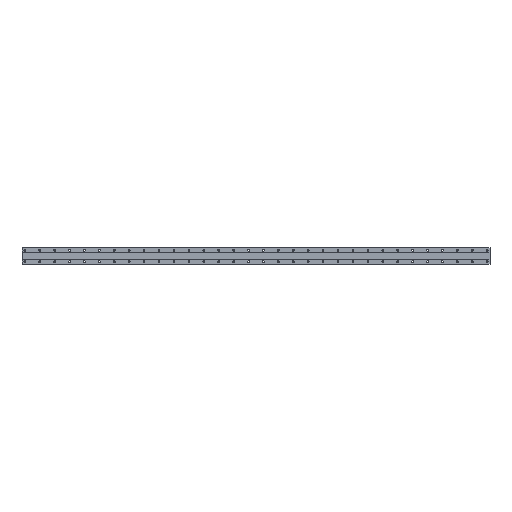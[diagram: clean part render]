
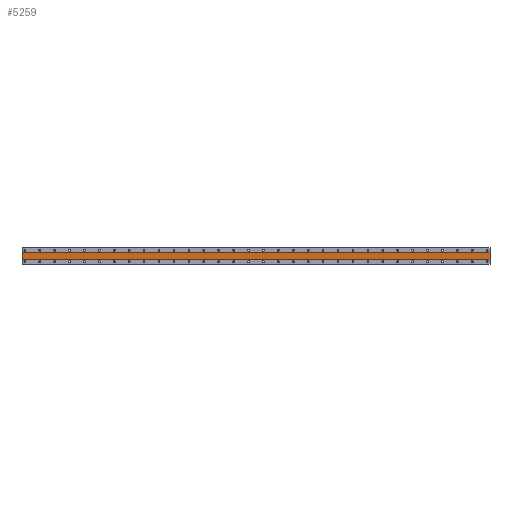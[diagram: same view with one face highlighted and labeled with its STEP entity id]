
A CAD part, front view. The second image highlights one B-rep face of the part: STEP entity #5259.
In plain terms, the highlighted planar face has unit normal (0, -1, 0).
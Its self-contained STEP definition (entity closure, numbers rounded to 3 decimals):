
#505 = DIRECTION ( 'NONE',  ( 1., 0., 0. ) ) ;
#591 = VECTOR ( 'NONE', #505, 1000. ) ;
#733 = VECTOR ( 'NONE', #6594, 1000. ) ;
#834 = LINE ( 'NONE', #9304, #1886 ) ;
#1293 = DIRECTION ( 'NONE',  ( 0., 1., 0. ) ) ;
#1340 = LINE ( 'NONE', #10650, #591 ) ;
#1356 = DIRECTION ( 'NONE',  ( -1., 0., 0. ) ) ;
#1541 = CARTESIAN_POINT ( 'NONE',  ( 2495., 1., -20. ) ) ;
#1772 = VERTEX_POINT ( 'NONE', #5600 ) ;
#1886 = VECTOR ( 'NONE', #7458, 1000. ) ;
#2187 = CARTESIAN_POINT ( 'NONE',  ( -15., 1., -20. ) ) ;
#2423 = CARTESIAN_POINT ( 'NONE',  ( -15., 1., 20. ) ) ;
#2528 = VERTEX_POINT ( 'NONE', #3194 ) ;
#2592 = ORIENTED_EDGE ( 'NONE', *, *, #4623, .F. ) ;
#2847 = CARTESIAN_POINT ( 'NONE',  ( 2495., 1., -20. ) ) ;
#2872 = ORIENTED_EDGE ( 'NONE', *, *, #9555, .F. ) ;
#3194 = CARTESIAN_POINT ( 'NONE',  ( 2495., 1., 20. ) ) ;
#3362 = LINE ( 'NONE', #2423, #733 ) ;
#3802 = LINE ( 'NONE', #2847, #5927 ) ;
#3963 = CARTESIAN_POINT ( 'NONE',  ( 2495., 1., 20. ) ) ;
#4050 = VERTEX_POINT ( 'NONE', #2187 ) ;
#4623 = EDGE_CURVE ( 'NONE', #6635, #4050, #3802, .T. ) ;
#5259 = ADVANCED_FACE ( 'NONE', ( #8258 ), #9983, .F. ) ;
#5600 = CARTESIAN_POINT ( 'NONE',  ( -15., 1., 20. ) ) ;
#5927 = VECTOR ( 'NONE', #1356, 1000. ) ;
#6116 = EDGE_CURVE ( 'NONE', #2528, #6635, #834, .T. ) ;
#6594 = DIRECTION ( 'NONE',  ( 0., 0., 1. ) ) ;
#6635 = VERTEX_POINT ( 'NONE', #1541 ) ;
#6857 = EDGE_CURVE ( 'NONE', #4050, #1772, #3362, .T. ) ;
#7418 = EDGE_LOOP ( 'NONE', ( #2592, #9684, #2872, #9183 ) ) ;
#7425 = DIRECTION ( 'NONE',  ( 0., 0., 1. ) ) ;
#7458 = DIRECTION ( 'NONE',  ( 0., 0., -1. ) ) ;
#8258 = FACE_OUTER_BOUND ( 'NONE', #7418, .T. ) ;
#9170 = AXIS2_PLACEMENT_3D ( 'NONE', #3963, #1293, #7425 ) ;
#9183 = ORIENTED_EDGE ( 'NONE', *, *, #6857, .F. ) ;
#9304 = CARTESIAN_POINT ( 'NONE',  ( 2495., 1., 20. ) ) ;
#9555 = EDGE_CURVE ( 'NONE', #1772, #2528, #1340, .T. ) ;
#9684 = ORIENTED_EDGE ( 'NONE', *, *, #6116, .F. ) ;
#9983 = PLANE ( 'NONE',  #9170 ) ;
#10650 = CARTESIAN_POINT ( 'NONE',  ( 2495., 1., 20. ) ) ;
